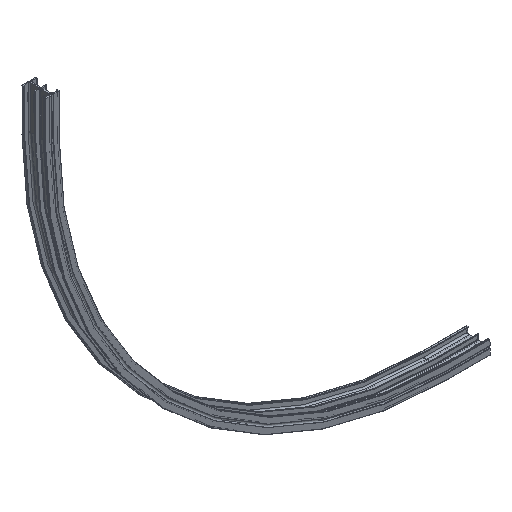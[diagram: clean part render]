
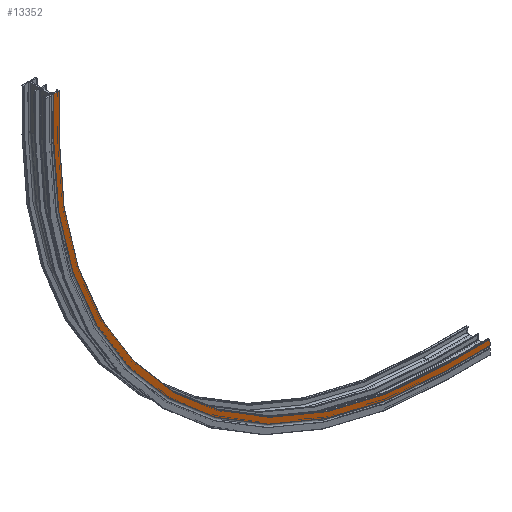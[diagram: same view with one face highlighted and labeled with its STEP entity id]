
A CAD part, isometric view. The second image highlights one B-rep face of the part: STEP entity #13352.
In plain terms, the highlighted planar face has unit normal (0, -1, 0).
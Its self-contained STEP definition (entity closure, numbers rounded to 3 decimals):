
#394 = PLANE ( 'NONE',  #7579 ) ;
#658 = VECTOR ( 'NONE', #14050, 1000. ) ;
#1052 = DIRECTION ( 'NONE',  ( 0., 0., -1. ) ) ;
#1163 = AXIS2_PLACEMENT_3D ( 'NONE', #20636, #16986, #10273 ) ;
#1547 = DIRECTION ( 'NONE',  ( -1., 0., 0. ) ) ;
#2140 = AXIS2_PLACEMENT_3D ( 'NONE', #19529, #7415, #2288 ) ;
#2288 = DIRECTION ( 'NONE',  ( 0., 0., 1. ) ) ;
#2303 = VECTOR ( 'NONE', #18426, 1000. ) ;
#2381 = CIRCLE ( 'NONE', #1163, 1351. ) ;
#2625 = CARTESIAN_POINT ( 'NONE',  ( 4.717, -41.25, 0. ) ) ;
#2844 = LINE ( 'NONE', #2625, #5582 ) ;
#2935 = CARTESIAN_POINT ( 'NONE',  ( 23.5, -41.25, 150. ) ) ;
#3995 = CARTESIAN_POINT ( 'NONE',  ( 4.717, -41.25, 0. ) ) ;
#5031 = FACE_OUTER_BOUND ( 'NONE', #15745, .T. ) ;
#5313 = VERTEX_POINT ( 'NONE', #20524 ) ;
#5582 = VECTOR ( 'NONE', #1052, 1000. ) ;
#5954 = VERTEX_POINT ( 'NONE', #17595 ) ;
#6073 = VERTEX_POINT ( 'NONE', #9748 ) ;
#6491 = EDGE_CURVE ( 'NONE', #6073, #19095, #2381, .T. ) ;
#7033 = CARTESIAN_POINT ( 'NONE',  ( 1524.5, -41.25, -1351. ) ) ;
#7415 = DIRECTION ( 'NONE',  ( 0., 1., 0. ) ) ;
#7430 = LINE ( 'NONE', #2935, #2303 ) ;
#7579 = AXIS2_PLACEMENT_3D ( 'NONE', #17733, #10787, #8965 ) ;
#7869 = CARTESIAN_POINT ( 'NONE',  ( 23.5, -41.25, 0. ) ) ;
#8644 = EDGE_CURVE ( 'NONE', #19095, #10151, #7430, .T. ) ;
#8965 = DIRECTION ( 'NONE',  ( -1., 0., 0. ) ) ;
#9652 = EDGE_CURVE ( 'NONE', #12671, #5954, #11167, .T. ) ;
#9748 = CARTESIAN_POINT ( 'NONE',  ( 1374.5, -41.25, -1351. ) ) ;
#9841 = LINE ( 'NONE', #13979, #658 ) ;
#10145 = VECTOR ( 'NONE', #1547, 1000. ) ;
#10151 = VERTEX_POINT ( 'NONE', #16243 ) ;
#10273 = DIRECTION ( 'NONE',  ( 0., 0., 1. ) ) ;
#10787 = DIRECTION ( 'NONE',  ( 0., 1., 0. ) ) ;
#11167 = LINE ( 'NONE', #19039, #22359 ) ;
#11277 = DIRECTION ( 'NONE',  ( 0., 0., -1. ) ) ;
#11308 = ORIENTED_EDGE ( 'NONE', *, *, #16010, .T. ) ;
#11398 = ORIENTED_EDGE ( 'NONE', *, *, #9652, .F. ) ;
#11710 = VERTEX_POINT ( 'NONE', #3995 ) ;
#12671 = VERTEX_POINT ( 'NONE', #20061 ) ;
#13352 = ADVANCED_FACE ( 'NONE', ( #5031 ), #394, .F. ) ;
#13612 = EDGE_CURVE ( 'NONE', #5954, #5313, #13665, .T. ) ;
#13665 = LINE ( 'NONE', #19295, #10145 ) ;
#13979 = CARTESIAN_POINT ( 'NONE',  ( 24.5, -41.25, 150. ) ) ;
#14050 = DIRECTION ( 'NONE',  ( 1., 0., 0. ) ) ;
#14493 = EDGE_CURVE ( 'NONE', #19493, #10151, #9841, .T. ) ;
#15745 = EDGE_LOOP ( 'NONE', ( #15859, #17391, #19488, #18597, #11398, #11308, #15758, #17476 ) ) ;
#15758 = ORIENTED_EDGE ( 'NONE', *, *, #6491, .T. ) ;
#15826 = DIRECTION ( 'NONE',  ( -1., 0., 0. ) ) ;
#15859 = ORIENTED_EDGE ( 'NONE', *, *, #14493, .F. ) ;
#16010 = EDGE_CURVE ( 'NONE', #12671, #6073, #20430, .T. ) ;
#16036 = CIRCLE ( 'NONE', #2140, 1369.783 ) ;
#16243 = CARTESIAN_POINT ( 'NONE',  ( 23.5, -41.25, 150. ) ) ;
#16793 = EDGE_CURVE ( 'NONE', #5313, #11710, #16036, .T. ) ;
#16986 = DIRECTION ( 'NONE',  ( 0., 1., 0. ) ) ;
#17391 = ORIENTED_EDGE ( 'NONE', *, *, #21615, .T. ) ;
#17476 = ORIENTED_EDGE ( 'NONE', *, *, #8644, .T. ) ;
#17595 = CARTESIAN_POINT ( 'NONE',  ( 1524.5, -41.25, -1369.783 ) ) ;
#17733 = CARTESIAN_POINT ( 'NONE',  ( 24.5, -41.25, 150. ) ) ;
#18035 = CARTESIAN_POINT ( 'NONE',  ( 4.717, -41.25, 150. ) ) ;
#18426 = DIRECTION ( 'NONE',  ( 0., 0., 1. ) ) ;
#18597 = ORIENTED_EDGE ( 'NONE', *, *, #13612, .F. ) ;
#19039 = CARTESIAN_POINT ( 'NONE',  ( 1524.5, -41.25, -1351. ) ) ;
#19095 = VERTEX_POINT ( 'NONE', #7869 ) ;
#19295 = CARTESIAN_POINT ( 'NONE',  ( 1524.5, -41.25, -1369.783 ) ) ;
#19488 = ORIENTED_EDGE ( 'NONE', *, *, #16793, .F. ) ;
#19493 = VERTEX_POINT ( 'NONE', #18035 ) ;
#19529 = CARTESIAN_POINT ( 'NONE',  ( 1374.5, -41.25, 0. ) ) ;
#19889 = VECTOR ( 'NONE', #15826, 1000. ) ;
#20061 = CARTESIAN_POINT ( 'NONE',  ( 1524.5, -41.25, -1351. ) ) ;
#20430 = LINE ( 'NONE', #7033, #19889 ) ;
#20524 = CARTESIAN_POINT ( 'NONE',  ( 1374.5, -41.25, -1369.783 ) ) ;
#20636 = CARTESIAN_POINT ( 'NONE',  ( 1374.5, -41.25, 0. ) ) ;
#21615 = EDGE_CURVE ( 'NONE', #19493, #11710, #2844, .T. ) ;
#22359 = VECTOR ( 'NONE', #11277, 1000. ) ;
